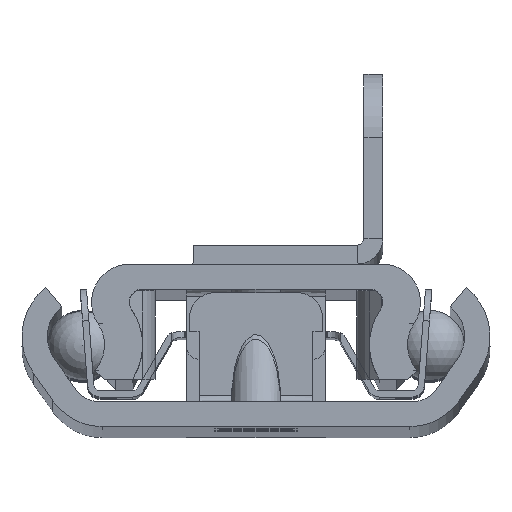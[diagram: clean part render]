
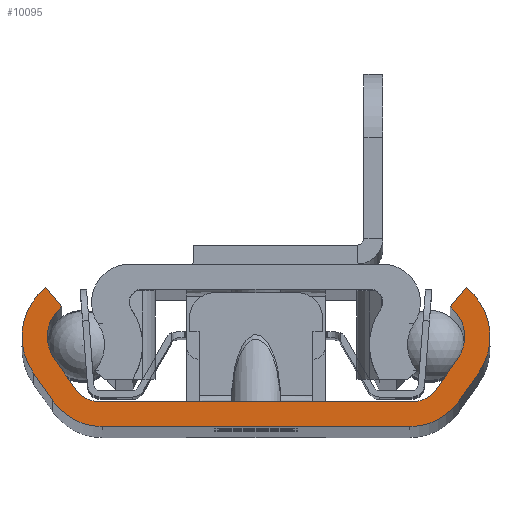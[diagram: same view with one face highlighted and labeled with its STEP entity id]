
A CAD part, top view. The second image highlights one B-rep face of the part: STEP entity #10095.
In plain terms, the highlighted face is planar.
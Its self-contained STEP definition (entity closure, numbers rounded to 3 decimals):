
#129=LINE('',#14509,#1225);
#156=LINE('',#14608,#1252);
#208=LINE('',#14790,#1304);
#212=LINE('',#14802,#1308);
#256=LINE('',#14973,#1352);
#259=LINE('',#14982,#1355);
#263=LINE('',#14997,#1359);
#266=LINE('',#15006,#1362);
#1225=VECTOR('',#11532,24.319);
#1252=VECTOR('',#11583,25.1);
#1304=VECTOR('',#11711,2.001);
#1308=VECTOR('',#11723,2.001);
#1352=VECTOR('',#11861,2.694);
#1355=VECTOR('',#11872,3.084);
#1359=VECTOR('',#11890,3.084);
#1362=VECTOR('',#11901,2.694);
#2361=PLANE('',#10696);
#2939=FACE_OUTER_BOUND('',#3494,.T.);
#3494=EDGE_LOOP('',(#7239,#7240,#7241,#7242,#7243,#7244,#7245,#7246,#7247,
#7248,#7249,#7250,#7251,#7252,#7253,#7254));
#4057=CIRCLE('',#10624,3.);
#4059=CIRCLE('',#10628,5.);
#4069=CIRCLE('',#10675,4.75);
#4072=CIRCLE('',#10680,5.);
#4073=CIRCLE('',#10683,2.);
#4075=CIRCLE('',#10686,2.);
#4078=CIRCLE('',#10691,3.);
#4079=CIRCLE('',#10694,4.75);
#4348=VERTEX_POINT('',#14507);
#4349=VERTEX_POINT('',#14508);
#4384=VERTEX_POINT('',#14606);
#4385=VERTEX_POINT('',#14607);
#4434=VERTEX_POINT('',#14780);
#4435=VERTEX_POINT('',#14782);
#4437=VERTEX_POINT('',#14788);
#4438=VERTEX_POINT('',#14792);
#4439=VERTEX_POINT('',#14794);
#4441=VERTEX_POINT('',#14800);
#4466=VERTEX_POINT('',#14966);
#4468=VERTEX_POINT('',#14972);
#4470=VERTEX_POINT('',#14981);
#4472=VERTEX_POINT('',#14990);
#4474=VERTEX_POINT('',#14996);
#4476=VERTEX_POINT('',#15005);
#5358=EDGE_CURVE('',#4348,#4349,#129,.T.);
#5396=EDGE_CURVE('',#4384,#4385,#156,.T.);
#5465=EDGE_CURVE('',#4434,#4435,#4057,.T.);
#5469=EDGE_CURVE('',#4437,#4434,#208,.T.);
#5471=EDGE_CURVE('',#4438,#4439,#4059,.T.);
#5475=EDGE_CURVE('',#4441,#4438,#212,.T.);
#5532=EDGE_CURVE('',#4349,#4466,#4069,.T.);
#5535=EDGE_CURVE('',#4466,#4468,#256,.T.);
#5539=EDGE_CURVE('',#4468,#4437,#4072,.T.);
#5540=EDGE_CURVE('',#4435,#4470,#259,.T.);
#5543=EDGE_CURVE('',#4470,#4384,#4073,.T.);
#5545=EDGE_CURVE('',#4385,#4472,#4075,.T.);
#5548=EDGE_CURVE('',#4472,#4474,#263,.T.);
#5552=EDGE_CURVE('',#4474,#4441,#4078,.T.);
#5553=EDGE_CURVE('',#4439,#4476,#266,.T.);
#5556=EDGE_CURVE('',#4476,#4348,#4079,.T.);
#7239=ORIENTED_EDGE('',*,*,#5532,.F.);
#7240=ORIENTED_EDGE('',*,*,#5358,.F.);
#7241=ORIENTED_EDGE('',*,*,#5556,.F.);
#7242=ORIENTED_EDGE('',*,*,#5553,.F.);
#7243=ORIENTED_EDGE('',*,*,#5471,.F.);
#7244=ORIENTED_EDGE('',*,*,#5475,.F.);
#7245=ORIENTED_EDGE('',*,*,#5552,.F.);
#7246=ORIENTED_EDGE('',*,*,#5548,.F.);
#7247=ORIENTED_EDGE('',*,*,#5545,.F.);
#7248=ORIENTED_EDGE('',*,*,#5396,.F.);
#7249=ORIENTED_EDGE('',*,*,#5543,.F.);
#7250=ORIENTED_EDGE('',*,*,#5540,.F.);
#7251=ORIENTED_EDGE('',*,*,#5465,.F.);
#7252=ORIENTED_EDGE('',*,*,#5469,.F.);
#7253=ORIENTED_EDGE('',*,*,#5539,.F.);
#7254=ORIENTED_EDGE('',*,*,#5535,.F.);
#10095=ADVANCED_FACE('',(#2939),#2361,.F.);
#10624=AXIS2_PLACEMENT_3D('',#14783,#11703,#11704);
#10628=AXIS2_PLACEMENT_3D('',#14795,#11715,#11716);
#10675=AXIS2_PLACEMENT_3D('',#14967,#11854,#11855);
#10680=AXIS2_PLACEMENT_3D('',#14979,#11868,#11869);
#10683=AXIS2_PLACEMENT_3D('',#14987,#11877,#11878);
#10686=AXIS2_PLACEMENT_3D('',#14991,#11883,#11884);
#10691=AXIS2_PLACEMENT_3D('',#15003,#11897,#11898);
#10694=AXIS2_PLACEMENT_3D('',#15011,#11906,#11907);
#10696=AXIS2_PLACEMENT_3D('',#15013,#11910,#11911);
#11532=DIRECTION('',(1.,0.,0.));
#11583=DIRECTION('',(-1.,0.,0.));
#11703=DIRECTION('center_axis',(0.,0.,-1.));
#11704=DIRECTION('ref_axis',(-0.819,0.574,0.));
#11711=DIRECTION('',(-0.639,-0.769,0.));
#11715=DIRECTION('center_axis',(0.,0.,1.));
#11716=DIRECTION('ref_axis',(-0.626,0.78,0.));
#11723=DIRECTION('',(-0.639,0.769,0.));
#11854=DIRECTION('center_axis',(0.,0.,1.));
#11855=DIRECTION('ref_axis',(0.,-1.,0.));
#11861=DIRECTION('',(0.574,0.819,0.));
#11868=DIRECTION('center_axis',(0.,0.,1.));
#11869=DIRECTION('ref_axis',(0.819,-0.574,0.));
#11872=DIRECTION('',(-0.574,-0.819,0.));
#11877=DIRECTION('center_axis',(0.,0.,-1.));
#11878=DIRECTION('ref_axis',(0.,1.,0.));
#11883=DIRECTION('center_axis',(0.,0.,-1.));
#11884=DIRECTION('ref_axis',(0.819,0.574,0.));
#11890=DIRECTION('',(-0.574,0.819,0.));
#11897=DIRECTION('center_axis',(0.,0.,-1.));
#11898=DIRECTION('ref_axis',(0.617,-0.787,0.));
#11901=DIRECTION('',(0.574,-0.819,0.));
#11906=DIRECTION('center_axis',(0.,0.,1.));
#11907=DIRECTION('ref_axis',(-0.819,-0.574,0.));
#11910=DIRECTION('center_axis',(0.,0.,1.));
#11911=DIRECTION('ref_axis',(1.,0.,0.));
#14507=CARTESIAN_POINT('',(-12.16,0.,-500.));
#14508=CARTESIAN_POINT('',(12.16,0.,-500.));
#14509=CARTESIAN_POINT('',(0.,0.,-500.));
#14606=CARTESIAN_POINT('',(12.55,2.,-500.));
#14607=CARTESIAN_POINT('',(-12.55,2.,-500.));
#14608=CARTESIAN_POINT('',(0.,2.,-500.));
#14780=CARTESIAN_POINT('',(15.35,9.462,-500.));
#14782=CARTESIAN_POINT('',(15.957,5.379,-500.));
#14783=CARTESIAN_POINT('Origin',(13.5,7.1,-500.));
#14788=CARTESIAN_POINT('',(16.629,11.,-500.));
#14790=CARTESIAN_POINT('',(16.629,11.,-500.));
#14792=CARTESIAN_POINT('',(-16.629,11.,-500.));
#14794=CARTESIAN_POINT('',(-17.596,4.232,-500.));
#14795=CARTESIAN_POINT('Origin',(-13.5,7.1,-500.));
#14800=CARTESIAN_POINT('',(-15.35,9.462,-500.));
#14802=CARTESIAN_POINT('',(-15.35,9.462,-500.));
#14966=CARTESIAN_POINT('',(16.051,2.026,-500.));
#14967=CARTESIAN_POINT('Origin',(12.16,4.75,-500.));
#14972=CARTESIAN_POINT('',(17.596,4.232,-500.));
#14973=CARTESIAN_POINT('',(16.051,2.026,-500.));
#14979=CARTESIAN_POINT('Origin',(13.5,7.1,-500.));
#14981=CARTESIAN_POINT('',(14.188,2.853,-500.));
#14982=CARTESIAN_POINT('',(15.957,5.379,-500.));
#14987=CARTESIAN_POINT('Origin',(12.55,4.,-500.));
#14990=CARTESIAN_POINT('',(-14.188,2.853,-500.));
#14991=CARTESIAN_POINT('Origin',(-12.55,4.,-500.));
#14996=CARTESIAN_POINT('',(-15.957,5.379,-500.));
#14997=CARTESIAN_POINT('',(-14.188,2.853,-500.));
#15003=CARTESIAN_POINT('Origin',(-13.5,7.1,-500.));
#15005=CARTESIAN_POINT('',(-16.051,2.026,-500.));
#15006=CARTESIAN_POINT('',(-17.596,4.232,-500.));
#15011=CARTESIAN_POINT('Origin',(-12.16,4.75,-500.));
#15013=CARTESIAN_POINT('Origin',(0.,3.266,-500.));
